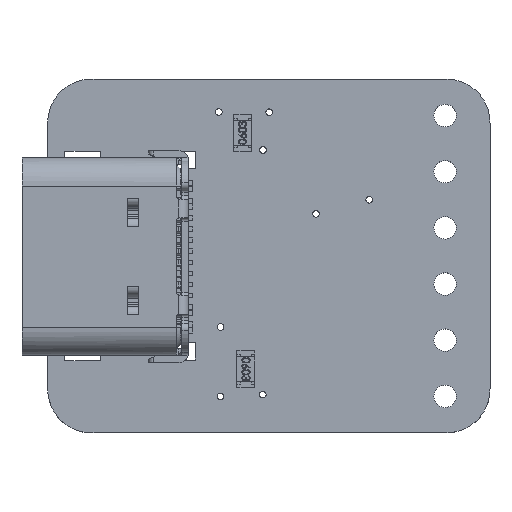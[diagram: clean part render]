
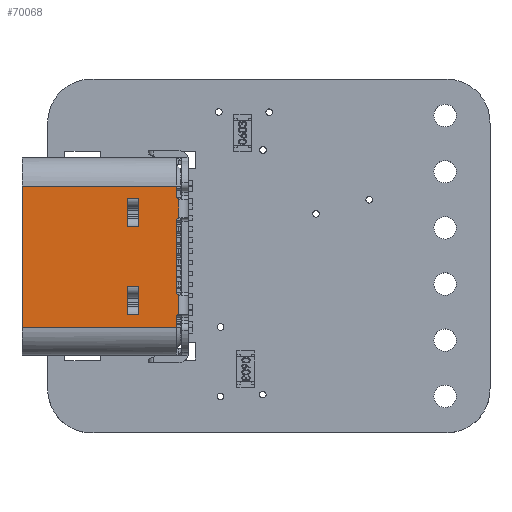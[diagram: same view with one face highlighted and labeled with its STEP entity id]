
A CAD part, top view. The second image highlights one B-rep face of the part: STEP entity #70068.
In plain terms, the highlighted face is planar.
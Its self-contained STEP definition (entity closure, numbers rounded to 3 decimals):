
#68514 = EDGE_CURVE('',#68515,#68517,#68519,.T.);
#68515 = VERTEX_POINT('',#68516);
#68516 = CARTESIAN_POINT('',(11.314,14.75,13.287)
  );
#68517 = VERTEX_POINT('',#68518);
#68518 = CARTESIAN_POINT('',(11.314,14.75,12.847)
  );
#68519 = LINE('',#68520,#68521);
#68520 = CARTESIAN_POINT('',(11.314,14.75,11.567)
  );
#68521 = VECTOR('',#68522,1.);
#68522 = DIRECTION('',(0.,0.,-1.));
#69142 = VERTEX_POINT('',#69143);
#69143 = CARTESIAN_POINT('',(11.314,14.75,18.787)
  );
#69149 = EDGE_CURVE('',#69150,#69142,#69152,.T.);
#69150 = VERTEX_POINT('',#69151);
#69151 = CARTESIAN_POINT('',(11.314,14.75,19.227)
  );
#69152 = LINE('',#69153,#69154);
#69153 = CARTESIAN_POINT('',(11.314,14.75,11.567)
  );
#69154 = VECTOR('',#69155,1.);
#69155 = DIRECTION('',(0.,0.,-1.));
#69594 = EDGE_CURVE('',#69595,#69597,#69599,.T.);
#69595 = VERTEX_POINT('',#69596);
#69596 = CARTESIAN_POINT('',(11.414,14.75,
    17.779));
#69597 = VERTEX_POINT('',#69598);
#69598 = CARTESIAN_POINT('',(11.314,14.75,17.637)
  );
#69599 = CIRCLE('',#69600,0.15);
#69600 = AXIS2_PLACEMENT_3D('',#69601,#69602,#69603);
#69601 = CARTESIAN_POINT('',(11.464,14.75,17.637)
  );
#69602 = DIRECTION('',(0.,-1.,0.));
#69603 = DIRECTION('',(0.,0.,1.));
#69632 = VERTEX_POINT('',#69633);
#69633 = CARTESIAN_POINT('',(11.314,14.75,14.437)
  );
#69639 = EDGE_CURVE('',#69597,#69632,#69640,.T.);
#69640 = LINE('',#69641,#69642);
#69641 = CARTESIAN_POINT('',(11.314,14.75,11.867)
  );
#69642 = VECTOR('',#69643,1.);
#69643 = DIRECTION('',(0.,0.,-1.));
#69654 = VERTEX_POINT('',#69655);
#69655 = CARTESIAN_POINT('',(11.414,14.75,
    14.296));
#69666 = EDGE_CURVE('',#69632,#69654,#69667,.T.);
#69667 = CIRCLE('',#69668,0.15);
#69668 = AXIS2_PLACEMENT_3D('',#69669,#69670,#69671);
#69669 = CARTESIAN_POINT('',(11.464,14.75,14.437)
  );
#69670 = DIRECTION('',(0.,-1.,0.));
#69671 = DIRECTION('',(0.,0.,1.));
#69686 = VERTEX_POINT('',#69687);
#69687 = CARTESIAN_POINT('',(11.414,14.75,
    13.429));
#69694 = EDGE_CURVE('',#69654,#69686,#69695,.T.);
#69695 = LINE('',#69696,#69697);
#69696 = CARTESIAN_POINT('',(11.414,14.75,11.867)
  );
#69697 = VECTOR('',#69698,1.);
#69698 = DIRECTION('',(0.,0.,-1.));
#69712 = EDGE_CURVE('',#69686,#68515,#69713,.T.);
#69713 = CIRCLE('',#69714,0.15);
#69714 = AXIS2_PLACEMENT_3D('',#69715,#69716,#69717);
#69715 = CARTESIAN_POINT('',(11.464,14.75,13.287)
  );
#69716 = DIRECTION('',(0.,-1.,0.));
#69717 = DIRECTION('',(0.,0.,1.));
#69731 = VERTEX_POINT('',#69732);
#69732 = CARTESIAN_POINT('',(4.334,14.75,12.847)
  );
#69739 = EDGE_CURVE('',#68517,#69731,#69740,.T.);
#69740 = LINE('',#69741,#69742);
#69741 = CARTESIAN_POINT('',(11.664,14.75,12.847)
  );
#69742 = VECTOR('',#69743,1.);
#69743 = DIRECTION('',(-1.,0.,0.));
#69765 = VERTEX_POINT('',#69766);
#69766 = CARTESIAN_POINT('',(4.334,14.75,19.227)
  );
#69773 = EDGE_CURVE('',#69731,#69765,#69774,.T.);
#69774 = LINE('',#69775,#69776);
#69775 = CARTESIAN_POINT('',(4.334,14.75,11.867)
  );
#69776 = VECTOR('',#69777,1.);
#69777 = DIRECTION('',(0.,0.,1.));
#69801 = EDGE_CURVE('',#69765,#69150,#69802,.T.);
#69802 = LINE('',#69803,#69804);
#69803 = CARTESIAN_POINT('',(11.664,14.75,19.227)
  );
#69804 = VECTOR('',#69805,1.);
#69805 = DIRECTION('',(1.,0.,0.));
#69818 = EDGE_CURVE('',#69142,#69819,#69821,.T.);
#69819 = VERTEX_POINT('',#69820);
#69820 = CARTESIAN_POINT('',(11.414,14.75,
    18.646));
#69821 = CIRCLE('',#69822,0.15);
#69822 = AXIS2_PLACEMENT_3D('',#69823,#69824,#69825);
#69823 = CARTESIAN_POINT('',(11.464,14.75,18.787)
  );
#69824 = DIRECTION('',(0.,-1.,0.));
#69825 = DIRECTION('',(0.,0.,1.));
#69849 = EDGE_CURVE('',#69819,#69595,#69850,.T.);
#69850 = LINE('',#69851,#69852);
#69851 = CARTESIAN_POINT('',(11.414,14.75,11.867)
  );
#69852 = VECTOR('',#69853,1.);
#69853 = DIRECTION('',(0.,0.,-1.));
#69866 = VERTEX_POINT('',#69867);
#69867 = CARTESIAN_POINT('',(9.614,14.75,
    13.397));
#69874 = EDGE_CURVE('',#69875,#69866,#69877,.T.);
#69875 = VERTEX_POINT('',#69876);
#69876 = CARTESIAN_POINT('',(9.114,14.75,
    13.397));
#69877 = LINE('',#69878,#69879);
#69878 = CARTESIAN_POINT('',(11.664,14.75,
    13.397));
#69879 = VECTOR('',#69880,1.);
#69880 = DIRECTION('',(1.,0.,0.));
#69902 = VERTEX_POINT('',#69903);
#69903 = CARTESIAN_POINT('',(9.614,14.75,
    14.677));
#69910 = EDGE_CURVE('',#69866,#69902,#69911,.T.);
#69911 = LINE('',#69912,#69913);
#69912 = CARTESIAN_POINT('',(9.614,14.75,11.867)
  );
#69913 = VECTOR('',#69914,1.);
#69914 = DIRECTION('',(0.,0.,1.));
#69924 = EDGE_CURVE('',#69902,#69925,#69927,.T.);
#69925 = VERTEX_POINT('',#69926);
#69926 = CARTESIAN_POINT('',(9.114,14.75,
    14.677));
#69927 = LINE('',#69928,#69929);
#69928 = CARTESIAN_POINT('',(11.664,14.75,
    14.677));
#69929 = VECTOR('',#69930,1.);
#69930 = DIRECTION('',(-1.,0.,0.));
#69949 = EDGE_CURVE('',#69925,#69875,#69950,.T.);
#69950 = LINE('',#69951,#69952);
#69951 = CARTESIAN_POINT('',(9.114,14.75,11.867)
  );
#69952 = VECTOR('',#69953,1.);
#69953 = DIRECTION('',(0.,0.,-1.));
#69968 = EDGE_CURVE('',#69969,#69971,#69973,.T.);
#69969 = VERTEX_POINT('',#69970);
#69970 = CARTESIAN_POINT('',(9.114,14.75,
    18.677));
#69971 = VERTEX_POINT('',#69972);
#69972 = CARTESIAN_POINT('',(9.114,14.75,
    17.397));
#69973 = LINE('',#69974,#69975);
#69974 = CARTESIAN_POINT('',(9.114,14.75,11.867)
  );
#69975 = VECTOR('',#69976,1.);
#69976 = DIRECTION('',(0.,0.,-1.));
#70005 = VERTEX_POINT('',#70006);
#70006 = CARTESIAN_POINT('',(9.614,14.75,
    17.397));
#70013 = EDGE_CURVE('',#69971,#70005,#70014,.T.);
#70014 = LINE('',#70015,#70016);
#70015 = CARTESIAN_POINT('',(11.664,14.75,
    17.397));
#70016 = VECTOR('',#70017,1.);
#70017 = DIRECTION('',(1.,0.,0.));
#70033 = VERTEX_POINT('',#70034);
#70034 = CARTESIAN_POINT('',(9.614,14.75,
    18.677));
#70041 = EDGE_CURVE('',#70005,#70033,#70042,.T.);
#70042 = LINE('',#70043,#70044);
#70043 = CARTESIAN_POINT('',(9.614,14.75,11.867)
  );
#70044 = VECTOR('',#70045,1.);
#70045 = DIRECTION('',(0.,0.,1.));
#70055 = EDGE_CURVE('',#70033,#69969,#70056,.T.);
#70056 = LINE('',#70057,#70058);
#70057 = CARTESIAN_POINT('',(11.664,14.75,
    18.677));
#70058 = VECTOR('',#70059,1.);
#70059 = DIRECTION('',(-1.,0.,0.));
#70068 = ADVANCED_FACE('',(#70069,#70075,#70081),#70095,.T.);
#70069 = FACE_BOUND('',#70070,.T.);
#70070 = EDGE_LOOP('',(#70071,#70072,#70073,#70074));
#70071 = ORIENTED_EDGE('',*,*,#70041,.T.);
#70072 = ORIENTED_EDGE('',*,*,#70055,.T.);
#70073 = ORIENTED_EDGE('',*,*,#69968,.T.);
#70074 = ORIENTED_EDGE('',*,*,#70013,.T.);
#70075 = FACE_BOUND('',#70076,.T.);
#70076 = EDGE_LOOP('',(#70077,#70078,#70079,#70080));
#70077 = ORIENTED_EDGE('',*,*,#69924,.T.);
#70078 = ORIENTED_EDGE('',*,*,#69949,.T.);
#70079 = ORIENTED_EDGE('',*,*,#69874,.T.);
#70080 = ORIENTED_EDGE('',*,*,#69910,.T.);
#70081 = FACE_BOUND('',#70082,.T.);
#70082 = EDGE_LOOP('',(#70083,#70084,#70085,#70086,#70087,#70088,#70089,
    #70090,#70091,#70092,#70093,#70094));
#70083 = ORIENTED_EDGE('',*,*,#69818,.T.);
#70084 = ORIENTED_EDGE('',*,*,#69849,.T.);
#70085 = ORIENTED_EDGE('',*,*,#69594,.T.);
#70086 = ORIENTED_EDGE('',*,*,#69639,.T.);
#70087 = ORIENTED_EDGE('',*,*,#69666,.T.);
#70088 = ORIENTED_EDGE('',*,*,#69694,.T.);
#70089 = ORIENTED_EDGE('',*,*,#69712,.T.);
#70090 = ORIENTED_EDGE('',*,*,#68514,.T.);
#70091 = ORIENTED_EDGE('',*,*,#69739,.T.);
#70092 = ORIENTED_EDGE('',*,*,#69773,.T.);
#70093 = ORIENTED_EDGE('',*,*,#69801,.T.);
#70094 = ORIENTED_EDGE('',*,*,#69149,.T.);
#70095 = PLANE('',#70096);
#70096 = AXIS2_PLACEMENT_3D('',#70097,#70098,#70099);
#70097 = CARTESIAN_POINT('',(11.664,14.75,11.867)
  );
#70098 = DIRECTION('',(0.,1.,0.));
#70099 = DIRECTION('',(0.,0.,1.));
